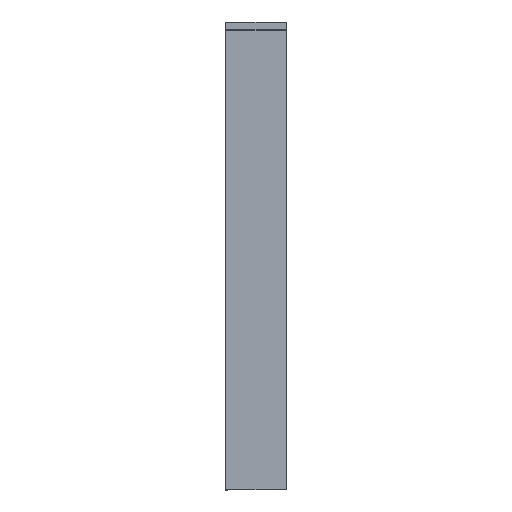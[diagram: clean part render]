
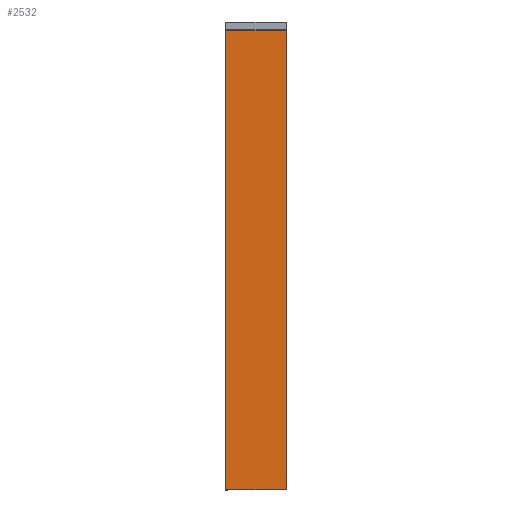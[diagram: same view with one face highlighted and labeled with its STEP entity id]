
A CAD part, front view. The second image highlights one B-rep face of the part: STEP entity #2532.
In plain terms, the highlighted planar face has unit normal (0, -1, 0).
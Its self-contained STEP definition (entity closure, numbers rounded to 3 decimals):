
#570=DIRECTION('',(0.,0.,1.));
#571=VECTOR('',#570,2995.555);
#572=CARTESIAN_POINT('',(-198.,0.,0.));
#573=LINE('',#572,#571);
#582=DIRECTION('',(0.,0.,-1.));
#583=VECTOR('',#582,2995.555);
#584=CARTESIAN_POINT('',(198.,0.,2995.555));
#585=LINE('',#584,#583);
#608=DIRECTION('',(-1.,0.,0.));
#609=VECTOR('',#608,396.);
#610=CARTESIAN_POINT('',(198.,0.,0.));
#611=LINE('',#610,#609);
#805=CARTESIAN_POINT('',(198.,0.,2995.555));
#823=DIRECTION('',(1.,0.,0.));
#824=VECTOR('',#823,396.);
#825=CARTESIAN_POINT('',(-198.,0.,2995.555));
#826=LINE('',#825,#824);
#1200=CARTESIAN_POINT('',(198.,0.,0.));
#1202=VERTEX_POINT('',#1200);
#1206=VERTEX_POINT('',#805);
#1230=CARTESIAN_POINT('',(-198.,0.,0.));
#1231=VERTEX_POINT('',#1230);
#1289=CARTESIAN_POINT('',(-198.,0.,
2995.555));
#1290=VERTEX_POINT('',#1289);
#2518=CARTESIAN_POINT('',(0.,0.,3050.));
#2519=DIRECTION('',(0.,1.,0.));
#2520=DIRECTION('',(-1.,0.,0.));
#2521=AXIS2_PLACEMENT_3D('',#2518,#2519,#2520);
#2522=PLANE('',#2521);
#2524=ORIENTED_EDGE('',*,*,#2523,.T.);
#2526=ORIENTED_EDGE('',*,*,#2525,.T.);
#2527=ORIENTED_EDGE('',*,*,#2511,.T.);
#2529=ORIENTED_EDGE('',*,*,#2528,.T.);
#2530=EDGE_LOOP('',(#2524,#2526,#2527,#2529));
#2531=FACE_OUTER_BOUND('',#2530,.F.);
#2532=ADVANCED_FACE('',(#2531),#2522,.F.);
#2511=EDGE_CURVE('',#1231,#1290,#573,.T.);
#2523=EDGE_CURVE('',#1206,#1202,#585,.T.);
#2525=EDGE_CURVE('',#1202,#1231,#611,.T.);
#2528=EDGE_CURVE('',#1290,#1206,#826,.T.);
